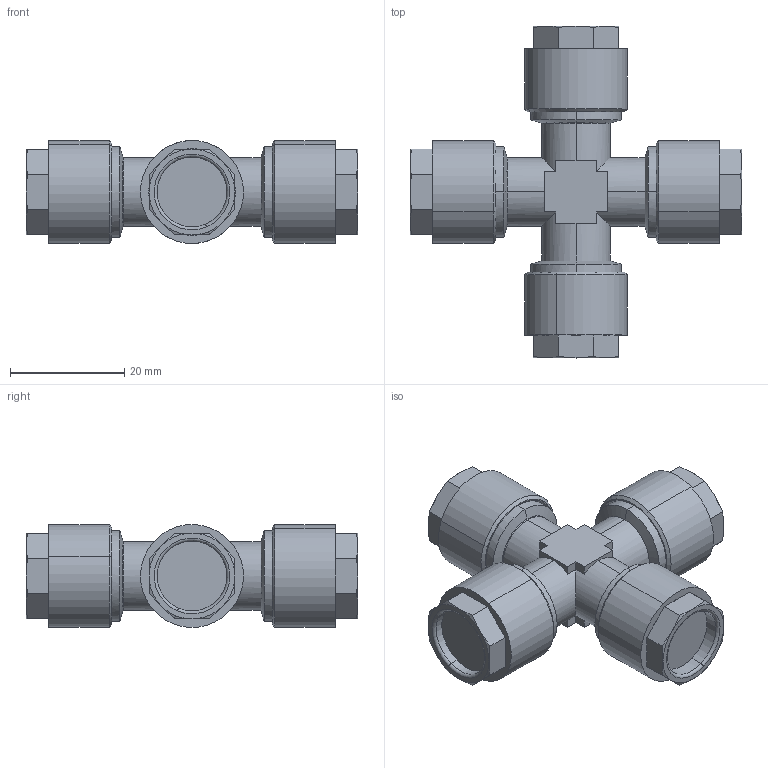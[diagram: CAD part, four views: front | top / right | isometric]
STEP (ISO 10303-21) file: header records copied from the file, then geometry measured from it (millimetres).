
FILE_DESCRIPTION (( 'STEP AP214' ), '1' );
FILE_NAME ('0130000005.step', '2012-09-28T13:26:27', ( '' ), ( '' ), 'SwSTEP 2.0', 'SolidWorks 2012', '' );
FILE_SCHEMA (( 'AUTOMOTIVE_DESIGN' ));
Length unit declared in the file: millimetre
Products named in the file (1): 0130000005
Bounding box: 58 x 58 x 17.98 mm (x, y, z)
Volume: 19030.5 mm3; surface area: 6805 mm2
Topology: 1 solids, 1 shells, 187 faces, 447 edges, 274 vertices
Faces by surface type: plane 74, cone 69, cylinder 32, torus 12
Entity records: 7548 total; most frequent: CARTESIAN_POINT 1146, DIRECTION 919, ORIENTED_EDGE 894, EDGE_CURVE 447, AXIS2_PLACEMENT_3D 361, VERTEX_POINT 274, EDGE_LOOP 199, LINE 197
